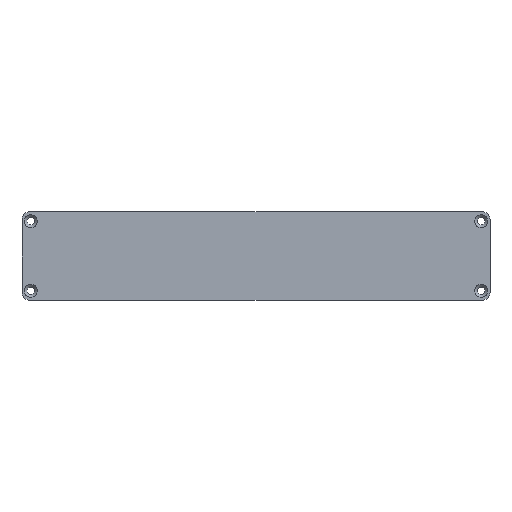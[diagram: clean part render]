
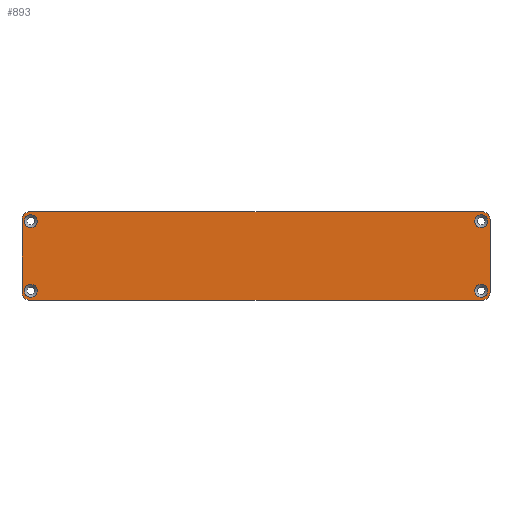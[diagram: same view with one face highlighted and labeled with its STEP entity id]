
A CAD part, top view. The second image highlights one B-rep face of the part: STEP entity #893.
In plain terms, the highlighted planar face has unit normal (0, 0, 1).
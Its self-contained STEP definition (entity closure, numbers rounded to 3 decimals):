
#80=FACE_BOUND('',#202,.T.);
#81=FACE_BOUND('',#203,.T.);
#82=FACE_BOUND('',#204,.T.);
#83=FACE_BOUND('',#205,.T.);
#99=PLANE('',#1013);
#159=FACE_OUTER_BOUND('',#201,.T.);
#201=EDGE_LOOP('',(#834,#835,#836,#837,#838,#839,#840,#841));
#202=EDGE_LOOP('',(#842,#843));
#203=EDGE_LOOP('',(#844,#845));
#204=EDGE_LOOP('',(#846,#847));
#205=EDGE_LOOP('',(#848,#849));
#260=LINE('',#1541,#324);
#266=LINE('',#1556,#330);
#268=LINE('',#1562,#332);
#269=LINE('',#1566,#333);
#324=VECTOR('',#1259,10.);
#330=VECTOR('',#1275,10.);
#332=VECTOR('',#1283,10.);
#333=VECTOR('',#1290,10.);
#334=CIRCLE('',#915,2.5);
#335=CIRCLE('',#916,2.5);
#341=CIRCLE('',#924,2.5);
#342=CIRCLE('',#925,2.5);
#348=CIRCLE('',#933,2.5);
#349=CIRCLE('',#934,2.5);
#355=CIRCLE('',#942,2.5);
#356=CIRCLE('',#943,2.5);
#390=CIRCLE('',#1000,3.);
#391=CIRCLE('',#1003,3.);
#392=CIRCLE('',#1005,3.);
#393=CIRCLE('',#1008,3.);
#394=VERTEX_POINT('',#1321);
#395=VERTEX_POINT('',#1322);
#403=VERTEX_POINT('',#1343);
#404=VERTEX_POINT('',#1344);
#412=VERTEX_POINT('',#1365);
#413=VERTEX_POINT('',#1366);
#421=VERTEX_POINT('',#1387);
#422=VERTEX_POINT('',#1388);
#470=VERTEX_POINT('',#1534);
#471=VERTEX_POINT('',#1535);
#472=VERTEX_POINT('',#1540);
#473=VERTEX_POINT('',#1544);
#474=VERTEX_POINT('',#1548);
#475=VERTEX_POINT('',#1549);
#476=VERTEX_POINT('',#1554);
#477=VERTEX_POINT('',#1558);
#478=EDGE_CURVE('',#394,#395,#334,.T.);
#479=EDGE_CURVE('',#395,#394,#335,.T.);
#489=EDGE_CURVE('',#403,#404,#341,.T.);
#490=EDGE_CURVE('',#404,#403,#342,.T.);
#500=EDGE_CURVE('',#412,#413,#348,.T.);
#501=EDGE_CURVE('',#413,#412,#349,.T.);
#511=EDGE_CURVE('',#421,#422,#355,.T.);
#512=EDGE_CURVE('',#422,#421,#356,.T.);
#586=EDGE_CURVE('',#470,#471,#390,.T.);
#589=EDGE_CURVE('',#472,#471,#260,.T.);
#591=EDGE_CURVE('',#472,#473,#391,.T.);
#593=EDGE_CURVE('',#474,#475,#392,.T.);
#597=EDGE_CURVE('',#474,#476,#266,.T.);
#598=EDGE_CURVE('',#477,#476,#393,.T.);
#600=EDGE_CURVE('',#477,#473,#268,.T.);
#601=EDGE_CURVE('',#470,#475,#269,.T.);
#834=ORIENTED_EDGE('',*,*,#586,.F.);
#835=ORIENTED_EDGE('',*,*,#601,.T.);
#836=ORIENTED_EDGE('',*,*,#593,.F.);
#837=ORIENTED_EDGE('',*,*,#597,.T.);
#838=ORIENTED_EDGE('',*,*,#598,.F.);
#839=ORIENTED_EDGE('',*,*,#600,.T.);
#840=ORIENTED_EDGE('',*,*,#591,.F.);
#841=ORIENTED_EDGE('',*,*,#589,.T.);
#842=ORIENTED_EDGE('',*,*,#478,.T.);
#843=ORIENTED_EDGE('',*,*,#479,.T.);
#844=ORIENTED_EDGE('',*,*,#489,.T.);
#845=ORIENTED_EDGE('',*,*,#490,.T.);
#846=ORIENTED_EDGE('',*,*,#500,.T.);
#847=ORIENTED_EDGE('',*,*,#501,.T.);
#848=ORIENTED_EDGE('',*,*,#511,.T.);
#849=ORIENTED_EDGE('',*,*,#512,.T.);
#893=ADVANCED_FACE('',(#159,#80,#81,#82,#83),#99,.T.);
#915=AXIS2_PLACEMENT_3D('',#1323,#1031,#1032);
#916=AXIS2_PLACEMENT_3D('',#1324,#1033,#1034);
#924=AXIS2_PLACEMENT_3D('',#1345,#1053,#1054);
#925=AXIS2_PLACEMENT_3D('',#1346,#1055,#1056);
#933=AXIS2_PLACEMENT_3D('',#1367,#1075,#1076);
#934=AXIS2_PLACEMENT_3D('',#1368,#1077,#1078);
#942=AXIS2_PLACEMENT_3D('',#1389,#1097,#1098);
#943=AXIS2_PLACEMENT_3D('',#1390,#1099,#1100);
#1000=AXIS2_PLACEMENT_3D('',#1536,#1253,#1254);
#1003=AXIS2_PLACEMENT_3D('',#1545,#1263,#1264);
#1005=AXIS2_PLACEMENT_3D('',#1550,#1268,#1269);
#1008=AXIS2_PLACEMENT_3D('',#1559,#1278,#1279);
#1013=AXIS2_PLACEMENT_3D('',#1567,#1291,#1292);
#1031=DIRECTION('center_axis',(0.,0.,-1.));
#1032=DIRECTION('ref_axis',(1.,0.,0.));
#1033=DIRECTION('center_axis',(0.,0.,-1.));
#1034=DIRECTION('ref_axis',(1.,0.,0.));
#1053=DIRECTION('center_axis',(0.,0.,-1.));
#1054=DIRECTION('ref_axis',(1.,0.,0.));
#1055=DIRECTION('center_axis',(0.,0.,-1.));
#1056=DIRECTION('ref_axis',(1.,0.,0.));
#1075=DIRECTION('center_axis',(0.,0.,-1.));
#1076=DIRECTION('ref_axis',(1.,0.,0.));
#1077=DIRECTION('center_axis',(0.,0.,-1.));
#1078=DIRECTION('ref_axis',(1.,0.,0.));
#1097=DIRECTION('center_axis',(0.,0.,-1.));
#1098=DIRECTION('ref_axis',(1.,0.,0.));
#1099=DIRECTION('center_axis',(0.,0.,-1.));
#1100=DIRECTION('ref_axis',(1.,0.,0.));
#1253=DIRECTION('center_axis',(0.,0.,-1.));
#1254=DIRECTION('ref_axis',(-0.707,-0.707,0.));
#1259=DIRECTION('',(0.,-1.,0.));
#1263=DIRECTION('center_axis',(0.,0.,-1.));
#1264=DIRECTION('ref_axis',(-0.707,0.707,0.));
#1268=DIRECTION('center_axis',(0.,0.,-1.));
#1269=DIRECTION('ref_axis',(0.707,-0.707,0.));
#1275=DIRECTION('',(0.,1.,0.));
#1278=DIRECTION('center_axis',(0.,0.,-1.));
#1279=DIRECTION('ref_axis',(0.707,0.707,0.));
#1283=DIRECTION('',(-1.,0.,0.));
#1290=DIRECTION('',(1.,0.,0.));
#1291=DIRECTION('center_axis',(0.,0.,1.));
#1292=DIRECTION('ref_axis',(1.,0.,0.));
#1321=CARTESIAN_POINT('',(89.1,-13.4,1.5));
#1322=CARTESIAN_POINT('',(84.1,-13.4,1.5));
#1323=CARTESIAN_POINT('Origin',(86.6,-13.4,1.5));
#1324=CARTESIAN_POINT('Origin',(86.6,-13.4,1.5));
#1343=CARTESIAN_POINT('',(-84.1,13.4,1.5));
#1344=CARTESIAN_POINT('',(-89.1,13.4,1.5));
#1345=CARTESIAN_POINT('Origin',(-86.6,13.4,1.5));
#1346=CARTESIAN_POINT('Origin',(-86.6,13.4,1.5));
#1365=CARTESIAN_POINT('',(-84.1,-13.4,1.5));
#1366=CARTESIAN_POINT('',(-89.1,-13.4,1.5));
#1367=CARTESIAN_POINT('Origin',(-86.6,-13.4,1.5));
#1368=CARTESIAN_POINT('Origin',(-86.6,-13.4,1.5));
#1387=CARTESIAN_POINT('',(89.1,13.4,1.5));
#1388=CARTESIAN_POINT('',(84.1,13.4,1.5));
#1389=CARTESIAN_POINT('Origin',(86.6,13.4,1.5));
#1390=CARTESIAN_POINT('Origin',(86.6,13.4,1.5));
#1534=CARTESIAN_POINT('',(-87.,-17.,1.5));
#1535=CARTESIAN_POINT('',(-90.,-14.,1.5));
#1536=CARTESIAN_POINT('Origin',(-87.,-14.,1.5));
#1540=CARTESIAN_POINT('',(-90.,14.,1.5));
#1541=CARTESIAN_POINT('',(-90.,17.,1.5));
#1544=CARTESIAN_POINT('',(-87.,17.,1.5));
#1545=CARTESIAN_POINT('Origin',(-87.,14.,1.5));
#1548=CARTESIAN_POINT('',(90.,-14.,1.5));
#1549=CARTESIAN_POINT('',(87.,-17.,1.5));
#1550=CARTESIAN_POINT('Origin',(87.,-14.,1.5));
#1554=CARTESIAN_POINT('',(90.,14.,1.5));
#1556=CARTESIAN_POINT('',(90.,-17.,1.5));
#1558=CARTESIAN_POINT('',(87.,17.,1.5));
#1559=CARTESIAN_POINT('Origin',(87.,14.,1.5));
#1562=CARTESIAN_POINT('',(90.,17.,1.5));
#1566=CARTESIAN_POINT('',(-90.,-17.,1.5));
#1567=CARTESIAN_POINT('Origin',(0.,0.,1.5));
